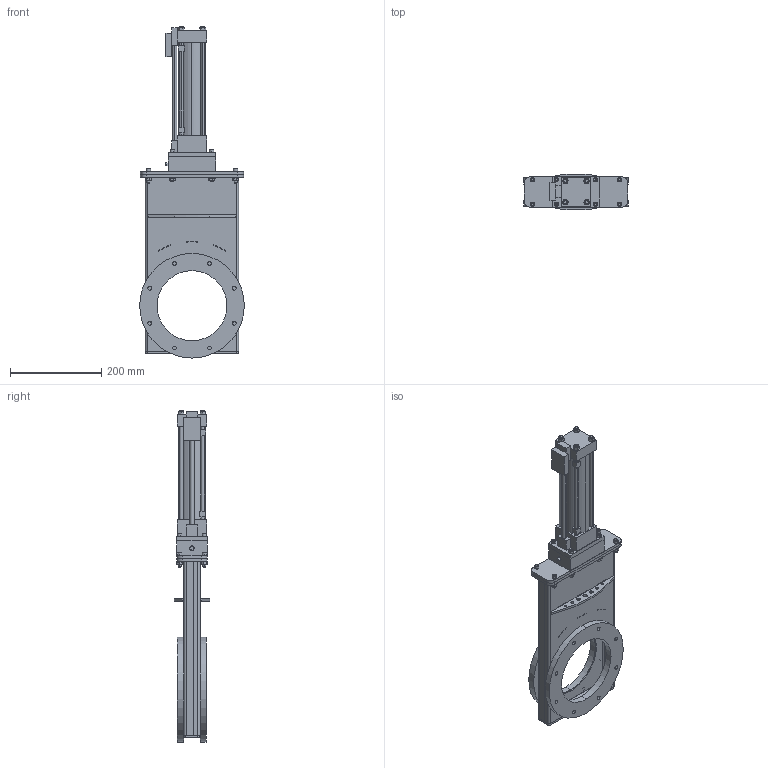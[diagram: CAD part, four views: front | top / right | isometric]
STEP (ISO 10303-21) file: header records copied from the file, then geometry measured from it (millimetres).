
FILE_DESCRIPTION (( 'STEP AP203' ), '1' );
FILE_NAME ('117178-02S.STEP', '2014-09-22T18:04:15', ( '' ), ( '' ), 'SwSTEP 2.0', 'SolidWorks 2014', '' );
FILE_SCHEMA (( 'CONFIG_CONTROL_DESIGN' ));
Length unit declared in the file: inch
Products named in the file (1): 117178-02S
Bounding box: 228.6 x 77.91 x 725.89 mm (x, y, z)
Surface area: 593390 mm2 (no closed solid volume)
Topology: 0 solids, 67 shells, 613 faces, 1932 edges, 1352 vertices
Faces by surface type: plane 325, cylinder 183, cone 105
Entity records: 22709 total; most frequent: CARTESIAN_POINT 5635, DIRECTION 3553, ORIENTED_EDGE 3102, EDGE_CURVE 1928, VERTEX_POINT 1352, AXIS2_PLACEMENT_3D 1267, VECTOR 1019, LINE 1019
